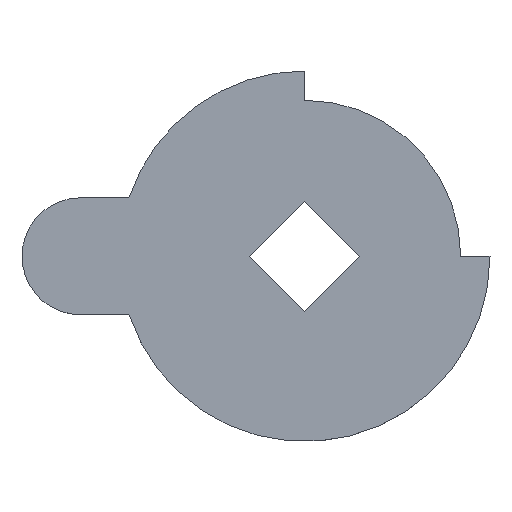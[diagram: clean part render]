
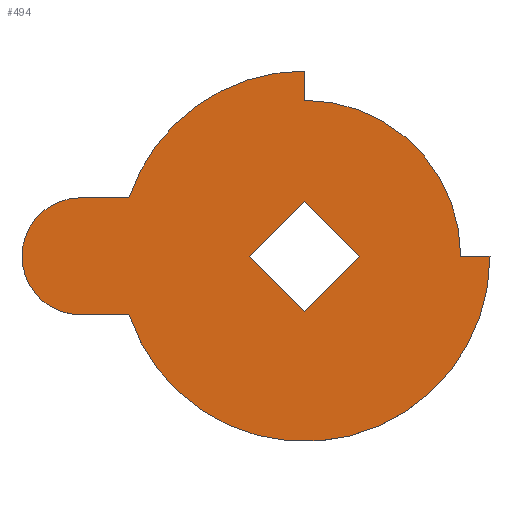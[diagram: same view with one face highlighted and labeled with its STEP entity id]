
A CAD part, top view. The second image highlights one B-rep face of the part: STEP entity #494.
In plain terms, the highlighted planar face has unit normal (0, 0, 1).
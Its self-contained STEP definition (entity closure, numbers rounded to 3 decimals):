
#7 = VECTOR ( 'NONE', #252, 1000. ) ;
#8 = AXIS2_PLACEMENT_3D ( 'NONE', #251, #250, #249 ) ;
#14 = VECTOR ( 'NONE', #263, 1000. ) ;
#17 = AXIS2_PLACEMENT_3D ( 'NONE', #275, #271, #270 ) ;
#19 = AXIS2_PLACEMENT_3D ( 'NONE', #269, #259, #258 ) ;
#20 = VECTOR ( 'NONE', #281, 1000. ) ;
#21 = AXIS2_PLACEMENT_3D ( 'NONE', #284, #277, #276 ) ;
#29 = VECTOR ( 'NONE', #305, 1000. ) ;
#34 = VECTOR ( 'NONE', #315, 1000. ) ;
#36 = AXIS2_PLACEMENT_3D ( 'NONE', #320, #319, #318 ) ;
#38 = FACE_BOUND ( 'NONE', #100, .T. ) ;
#43 = FACE_OUTER_BOUND ( 'NONE', #103, .T. ) ;
#54 = AXIS2_PLACEMENT_3D ( 'NONE', #184, #169, #168 ) ;
#64 = VECTOR ( 'NONE', #350, 1000. ) ;
#72 = VECTOR ( 'NONE', #348, 1000. ) ;
#76 = VECTOR ( 'NONE', #212, 1000. ) ;
#98 = VERTEX_POINT ( 'NONE', #124 ) ;
#100 = EDGE_LOOP ( 'NONE', ( #467, #462, #437, #446 ) ) ;
#103 = EDGE_LOOP ( 'NONE', ( #465, #466, #463, #468, #447, #444, #448, #429, #457 ) ) ;
#121 = CARTESIAN_POINT ( 'NONE',  ( 0., 5.657, 0.8 ) ) ;
#124 = CARTESIAN_POINT ( 'NONE',  ( -18.028, -6., 0.8 ) ) ;
#129 = CARTESIAN_POINT ( 'NONE',  ( -5.657, 0., 0.8 ) ) ;
#131 = CARTESIAN_POINT ( 'NONE',  ( 16., 0., 0.8 ) ) ;
#132 = CARTESIAN_POINT ( 'NONE',  ( 0., 19., 0.8 ) ) ;
#149 = VERTEX_POINT ( 'NONE', #121 ) ;
#160 = CARTESIAN_POINT ( 'NONE',  ( 5.657, 0., 0.8 ) ) ;
#162 = CARTESIAN_POINT ( 'NONE',  ( -23., 6., 0.8 ) ) ;
#163 = CARTESIAN_POINT ( 'NONE',  ( -23., -6., 0.8 ) ) ;
#165 = CARTESIAN_POINT ( 'NONE',  ( -18.028, 6., 0.8 ) ) ;
#167 = CARTESIAN_POINT ( 'NONE',  ( 0., 16., 0.8 ) ) ;
#168 = DIRECTION ( 'NONE',  ( 1., 0., 0. ) ) ;
#169 = DIRECTION ( 'NONE',  ( 0., 0., 1. ) ) ;
#174 = VERTEX_POINT ( 'NONE', #129 ) ;
#178 = VERTEX_POINT ( 'NONE', #132 ) ;
#179 = VERTEX_POINT ( 'NONE', #131 ) ;
#184 = CARTESIAN_POINT ( 'NONE',  ( -23., 0., 0.8 ) ) ;
#212 = DIRECTION ( 'NONE',  ( -1., 0., 0. ) ) ;
#213 = CARTESIAN_POINT ( 'NONE',  ( -23., 6., 0.8 ) ) ;
#214 = LINE ( 'NONE', #213, #76 ) ;
#249 = DIRECTION ( 'NONE',  ( 1., 0., 0. ) ) ;
#250 = DIRECTION ( 'NONE',  ( 0., 0., 1. ) ) ;
#251 = CARTESIAN_POINT ( 'NONE',  ( 0., 0., 0.8 ) ) ;
#252 = DIRECTION ( 'NONE',  ( 1., 0., 0. ) ) ;
#253 = CARTESIAN_POINT ( 'NONE',  ( -23., -6., 0.8 ) ) ;
#254 = LINE ( 'NONE', #253, #7 ) ;
#258 = DIRECTION ( 'NONE',  ( 1., 0., 0. ) ) ;
#259 = DIRECTION ( 'NONE',  ( 0., 0., 1. ) ) ;
#263 = DIRECTION ( 'NONE',  ( -1., 0., 0. ) ) ;
#264 = CARTESIAN_POINT ( 'NONE',  ( 19., 0., 0.8 ) ) ;
#265 = LINE ( 'NONE', #264, #14 ) ;
#269 = CARTESIAN_POINT ( 'NONE',  ( -23., 0., 0.8 ) ) ;
#270 = DIRECTION ( 'NONE',  ( -1., 0., 0. ) ) ;
#271 = DIRECTION ( 'NONE',  ( 0., 0., 1. ) ) ;
#275 = CARTESIAN_POINT ( 'NONE',  ( 0., 0., 0.8 ) ) ;
#276 = DIRECTION ( 'NONE',  ( 1., 0., 0. ) ) ;
#277 = DIRECTION ( 'NONE',  ( 0., 0., 1. ) ) ;
#281 = DIRECTION ( 'NONE',  ( 0.707, 0.707, 0. ) ) ;
#282 = CARTESIAN_POINT ( 'NONE',  ( 0., -5.657, 0.8 ) ) ;
#283 = LINE ( 'NONE', #282, #20 ) ;
#284 = CARTESIAN_POINT ( 'NONE',  ( 0., 0., 0.8 ) ) ;
#305 = DIRECTION ( 'NONE',  ( -0.707, 0.707, 0. ) ) ;
#306 = CARTESIAN_POINT ( 'NONE',  ( 5.657, 0., 0.8 ) ) ;
#307 = LINE ( 'NONE', #306, #29 ) ;
#315 = DIRECTION ( 'NONE',  ( 0., 1., 0. ) ) ;
#316 = CARTESIAN_POINT ( 'NONE',  ( 0., 19., 0.8 ) ) ;
#317 = LINE ( 'NONE', #316, #34 ) ;
#318 = DIRECTION ( 'NONE',  ( -1., 0., 0. ) ) ;
#319 = DIRECTION ( 'NONE',  ( 0., 0., -1. ) ) ;
#320 = CARTESIAN_POINT ( 'NONE',  ( 0., 0., 0.8 ) ) ;
#321 = PLANE ( 'NONE',  #36 ) ;
#341 = CARTESIAN_POINT ( 'NONE',  ( 19., 0., 0.8 ) ) ;
#342 = CARTESIAN_POINT ( 'NONE',  ( 0., -5.657, 0.8 ) ) ;
#343 = CARTESIAN_POINT ( 'NONE',  ( -29., 0., 0.8 ) ) ;
#345 = CARTESIAN_POINT ( 'NONE',  ( 0., 5.657, 0.8 ) ) ;
#346 = LINE ( 'NONE', #345, #72 ) ;
#348 = DIRECTION ( 'NONE',  ( -0.707, -0.707, 0. ) ) ;
#349 = LINE ( 'NONE', #353, #64 ) ;
#350 = DIRECTION ( 'NONE',  ( 0.707, -0.707, 0. ) ) ;
#353 = CARTESIAN_POINT ( 'NONE',  ( -5.657, 0., 0.8 ) ) ;
#391 = EDGE_CURVE ( 'NONE', #149, #174, #346, .T. ) ;
#392 = EDGE_CURVE ( 'NONE', #174, #478, #349, .T. ) ;
#399 = EDGE_CURVE ( 'NONE', #477, #442, #545, .T. ) ;
#413 = VERTEX_POINT ( 'NONE', #167 ) ;
#420 = VERTEX_POINT ( 'NONE', #165 ) ;
#429 = ORIENTED_EDGE ( 'NONE', *, *, #522, .T. ) ;
#434 = VERTEX_POINT ( 'NONE', #162 ) ;
#437 = ORIENTED_EDGE ( 'NONE', *, *, #392, .F. ) ;
#442 = VERTEX_POINT ( 'NONE', #163 ) ;
#444 = ORIENTED_EDGE ( 'NONE', *, *, #399, .T. ) ;
#446 = ORIENTED_EDGE ( 'NONE', *, *, #391, .F. ) ;
#447 = ORIENTED_EDGE ( 'NONE', *, *, #519, .T. ) ;
#448 = ORIENTED_EDGE ( 'NONE', *, *, #521, .T. ) ;
#457 = ORIENTED_EDGE ( 'NONE', *, *, #517, .T. ) ;
#462 = ORIENTED_EDGE ( 'NONE', *, *, #511, .F. ) ;
#463 = ORIENTED_EDGE ( 'NONE', *, *, #513, .T. ) ;
#465 = ORIENTED_EDGE ( 'NONE', *, *, #515, .T. ) ;
#466 = ORIENTED_EDGE ( 'NONE', *, *, #496, .T. ) ;
#467 = ORIENTED_EDGE ( 'NONE', *, *, #502, .F. ) ;
#468 = ORIENTED_EDGE ( 'NONE', *, *, #547, .T. ) ;
#476 = VERTEX_POINT ( 'NONE', #160 ) ;
#477 = VERTEX_POINT ( 'NONE', #343 ) ;
#478 = VERTEX_POINT ( 'NONE', #342 ) ;
#479 = VERTEX_POINT ( 'NONE', #341 ) ;
#494 = ADVANCED_FACE ( 'NONE', ( #43, #38 ), #321, .F. ) ;
#496 = EDGE_CURVE ( 'NONE', #413, #178, #317, .T. ) ;
#502 = EDGE_CURVE ( 'NONE', #476, #149, #307, .T. ) ;
#511 = EDGE_CURVE ( 'NONE', #478, #476, #283, .T. ) ;
#513 = EDGE_CURVE ( 'NONE', #178, #420, #537, .T. ) ;
#515 = EDGE_CURVE ( 'NONE', #179, #413, #539, .T. ) ;
#517 = EDGE_CURVE ( 'NONE', #479, #179, #265, .T. ) ;
#519 = EDGE_CURVE ( 'NONE', #434, #477, #533, .T. ) ;
#521 = EDGE_CURVE ( 'NONE', #442, #98, #254, .T. ) ;
#522 = EDGE_CURVE ( 'NONE', #98, #479, #535, .T. ) ;
#533 = CIRCLE ( 'NONE', #19, 6. ) ;
#535 = CIRCLE ( 'NONE', #8, 19. ) ;
#537 = CIRCLE ( 'NONE', #21, 19. ) ;
#539 = CIRCLE ( 'NONE', #17, 16. ) ;
#545 = CIRCLE ( 'NONE', #54, 6. ) ;
#547 = EDGE_CURVE ( 'NONE', #420, #434, #214, .T. ) ;
